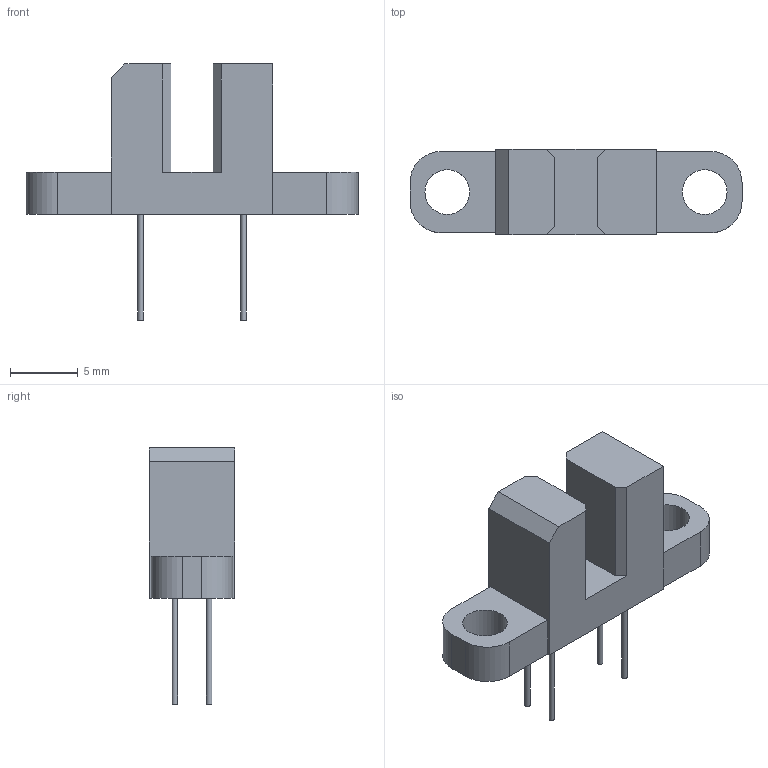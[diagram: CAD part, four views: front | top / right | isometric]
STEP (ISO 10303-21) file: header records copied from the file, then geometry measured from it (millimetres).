
FILE_DESCRIPTION( ( '' ), ' ' );
FILE_NAME( '5a950421cdef5f0e744f863c.step', '2018-02-27T07:09:21', ( '' ), ( '' ), ' ', ' ', ' ' );
FILE_SCHEMA( ( 'AUTOMOTIVE_DESIGN { 1 0 10303 214 1 1 1 1 }' ) );
Length unit declared in the file: metre
Products named in the file (1): Open CASCADE STEP translator 6.8 1
Bounding box: 24.5 x 6.3 x 18.9 mm (x, y, z)
Volume: 838.2 mm3; surface area: 866.5 mm2
Topology: 1 solids, 1 shells, 37 faces, 97 edges, 66 vertices
Faces by surface type: plane 27, cylinder 10
Full cylindrical faces by diameter (mm): 0.4 x4, 3.3 x2
Entity records: 1832 total; most frequent: CARTESIAN_POINT 187, DIRECTION 183, ORIENTED_EDGE 174, STYLED_ITEM 124, PRESENTATION_STYLE_ASSIGNMENT 124, COLOUR_RGB 124, EDGE_CURVE 87, CURVE_STYLE 87
